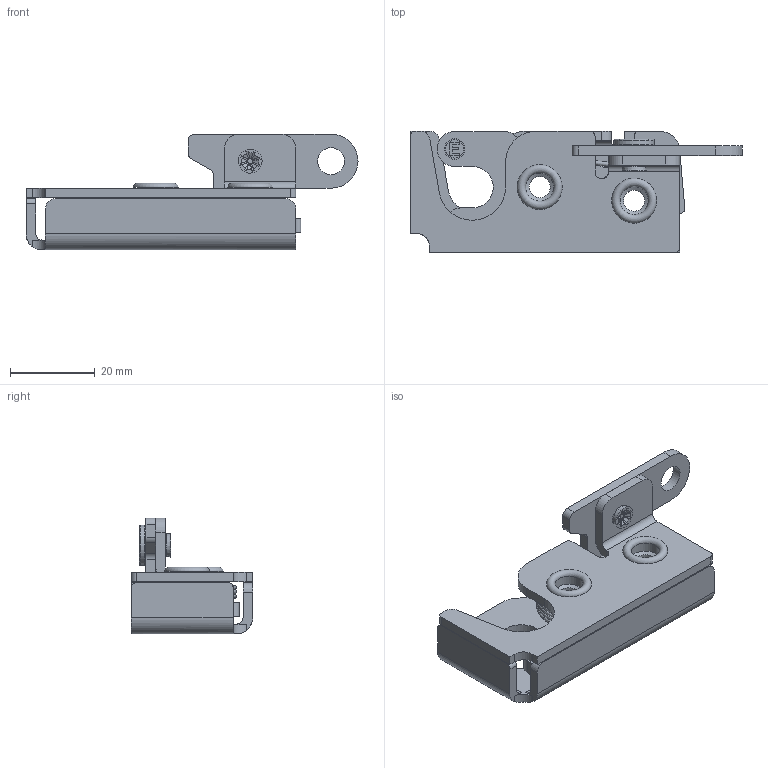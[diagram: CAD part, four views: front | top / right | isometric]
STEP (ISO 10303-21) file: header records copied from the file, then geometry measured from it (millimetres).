
FILE_DESCRIPTION((''),'2;1');
FILE_NAME('1-241-L.stp','2012-10-31T08:35:10',('fredp'),(''),'Autodesk Inventor 2012','Autodesk Inventor 2012','');
FILE_SCHEMA(('AUTOMOTIVE_DESIGN { 1 0 10303 214 1 1 1 1 }'));
Length unit declared in the file: inch
Products named in the file (1): 1-241-L
Bounding box: 78.17 x 28.59 x 27.2 mm (x, y, z)
Volume: 14548.7 mm3; surface area: 16536.2 mm2
Topology: 9 solids, 9 shells, 661 faces, 1753 edges, 1152 vertices
Faces by surface type: plane 405, cylinder 130, bspline 78, torus 35, cone 9, revolution 4
Full cylindrical faces by diameter (mm): 1.016 x4, 2.337 x1, 3.175 x1, 4.318 x2, 4.826 x3, 4.978 x2, 5.207 x1, 6.096 x1, 6.35 x1, 6.528 x1, 6.629 x4, 8.484 x4, 9.525 x1, 11.113 x2, 11.367 x2, 12.7 x2
Entity records: 23420 total; most frequent: CARTESIAN_POINT 6842, ORIENTED_EDGE 3370, DIRECTION 2988, EDGE_CURVE 1685, VECTOR 1144, LINE 1144, VERTEX_POINT 1141, AXIS2_PLACEMENT_3D 920
